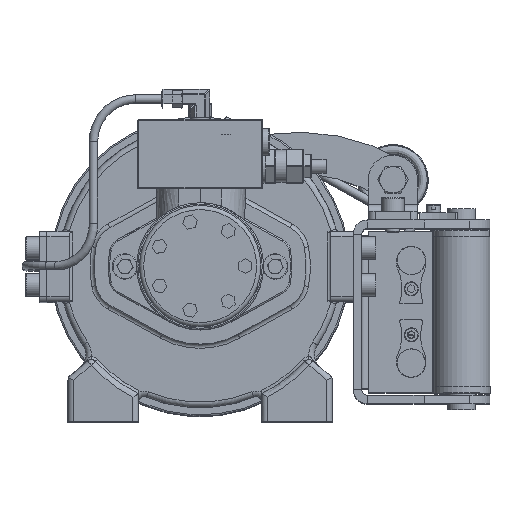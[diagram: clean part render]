
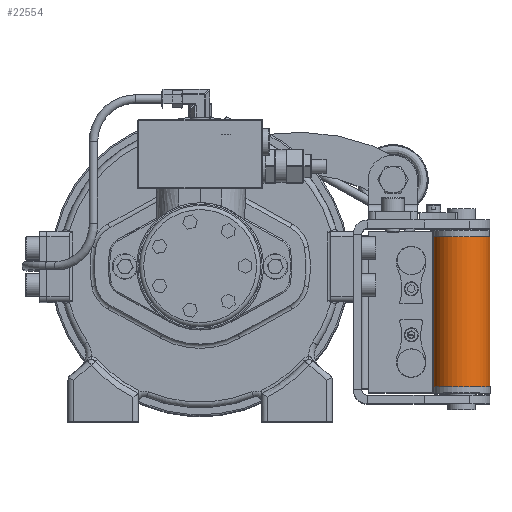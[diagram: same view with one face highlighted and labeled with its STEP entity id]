
A CAD part, top view. The second image highlights one B-rep face of the part: STEP entity #22554.
In plain terms, the highlighted cylindrical face has radius 20 mm (diameter 40 mm), a full revolution.
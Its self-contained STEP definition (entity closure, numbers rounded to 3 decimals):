
#1593=FACE_OUTER_BOUND('',#2834,.T.);
#2834=EDGE_LOOP('',(#17488,#17489,#17490,#17491,#17492,#17493));
#4160=CIRCLE('',#24492,20.);
#4161=CIRCLE('',#24493,20.);
#4162=CIRCLE('',#24494,20.);
#4163=CIRCLE('',#24495,20.);
#5833=LINE('',#42081,#7531);
#7531=VECTOR('',#28986,20.);
#9790=VERTEX_POINT('',#42077);
#9791=VERTEX_POINT('',#42078);
#9792=VERTEX_POINT('',#42080);
#9793=VERTEX_POINT('',#42082);
#12754=EDGE_CURVE('',#9790,#9791,#4160,.T.);
#12755=EDGE_CURVE('',#9791,#9792,#5833,.T.);
#12756=EDGE_CURVE('',#9793,#9792,#4161,.T.);
#12757=EDGE_CURVE('',#9792,#9793,#4162,.T.);
#12758=EDGE_CURVE('',#9791,#9790,#4163,.T.);
#17488=ORIENTED_EDGE('',*,*,#12754,.T.);
#17489=ORIENTED_EDGE('',*,*,#12755,.T.);
#17490=ORIENTED_EDGE('',*,*,#12756,.F.);
#17491=ORIENTED_EDGE('',*,*,#12757,.F.);
#17492=ORIENTED_EDGE('',*,*,#12755,.F.);
#17493=ORIENTED_EDGE('',*,*,#12758,.T.);
#20739=CYLINDRICAL_SURFACE('',#24491,20.);
#22554=ADVANCED_FACE('',(#1593),#20739,.T.);
#24491=AXIS2_PLACEMENT_3D('',#42076,#28982,#28983);
#24492=AXIS2_PLACEMENT_3D('',#42079,#28984,#28985);
#24493=AXIS2_PLACEMENT_3D('',#42083,#28987,#28988);
#24494=AXIS2_PLACEMENT_3D('',#42084,#28989,#28990);
#24495=AXIS2_PLACEMENT_3D('',#42085,#28991,#28992);
#28982=DIRECTION('center_axis',(0.,1.,0.));
#28983=DIRECTION('ref_axis',(0.938,0.,0.346));
#28984=DIRECTION('center_axis',(0.,-1.,0.));
#28985=DIRECTION('ref_axis',(-0.938,0.,-0.346));
#28986=DIRECTION('',(0.,-1.,0.));
#28987=DIRECTION('center_axis',(0.,-1.,0.));
#28988=DIRECTION('ref_axis',(-0.938,0.,-0.346));
#28989=DIRECTION('center_axis',(0.,-1.,0.));
#28990=DIRECTION('ref_axis',(-0.938,0.,-0.346));
#28991=DIRECTION('center_axis',(0.,-1.,0.));
#28992=DIRECTION('ref_axis',(-0.938,0.,-0.346));
#42076=CARTESIAN_POINT('Origin',(135.438,-81.366,326.675));
#42077=CARTESIAN_POINT('',(154.2,24.634,333.602));
#42078=CARTESIAN_POINT('',(116.676,24.634,319.748));
#42079=CARTESIAN_POINT('Origin',(135.438,24.634,326.675));
#42080=CARTESIAN_POINT('',(116.676,-81.366,319.748));
#42081=CARTESIAN_POINT('',(116.676,-81.366,319.748));
#42082=CARTESIAN_POINT('',(154.2,-81.366,333.602));
#42083=CARTESIAN_POINT('Origin',(135.438,-81.366,326.675));
#42084=CARTESIAN_POINT('Origin',(135.438,-81.366,326.675));
#42085=CARTESIAN_POINT('Origin',(135.438,24.634,326.675));
